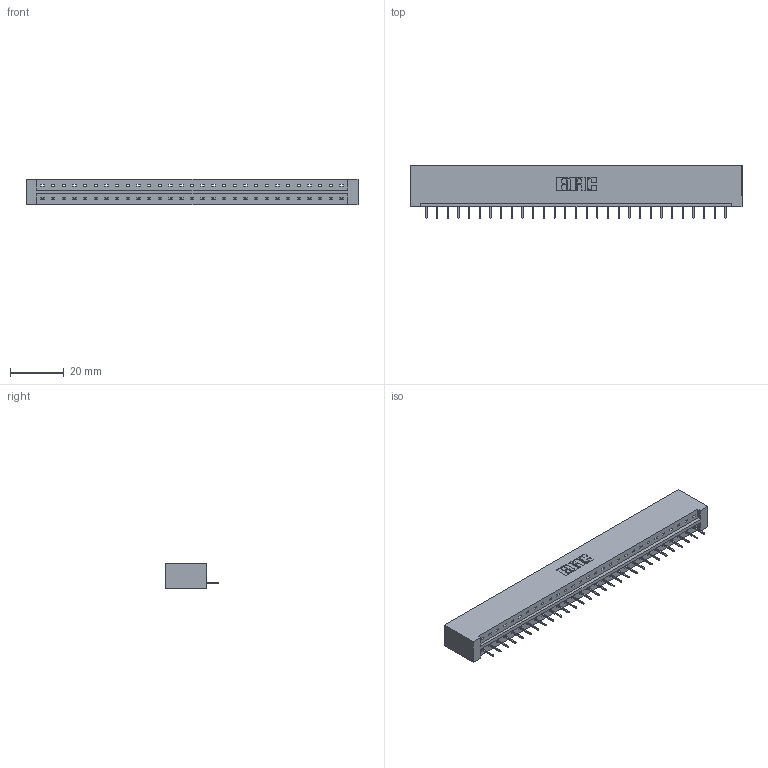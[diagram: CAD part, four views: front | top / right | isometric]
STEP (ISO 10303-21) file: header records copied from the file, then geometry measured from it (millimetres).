
FILE_DESCRIPTION (( 'STEP AP203' ), '1' );
FILE_NAME ('833-029-524-101.STEP', '2020-06-02T10:47:15', ( '' ), ( '' ), 'SwSTEP 2.0', 'SolidWorks 2020', '' );
FILE_SCHEMA (( 'CONFIG_CONTROL_DESIGN' ));
Length unit declared in the file: inch
Products named in the file (3): 345-292-001_345-293-124; 833-029-524-101; 833 Part_Lugless
Assembly tree (30 placements, depth 2):
  833-029-524-101
    833 Part_Lugless
    345-292-001_345-293-124  x29
Bounding box: 123.16 x 19.69 x 9.4 mm (x, y, z)
Volume: 12780.2 mm3; surface area: 13305.7 mm2
Topology: 30 solids, 30 shells, 1904 faces, 5507 edges, 3554 vertices
Faces by surface type: plane 1458, cylinder 446
Entity records: 19207 total; most frequent: CARTESIAN_POINT 3321, ORIENTED_EDGE 3286, DIRECTION 2821, EDGE_CURVE 1643, VECTOR 1527, LINE 1527, VERTEX_POINT 1090, AXIS2_PLACEMENT_3D 647
